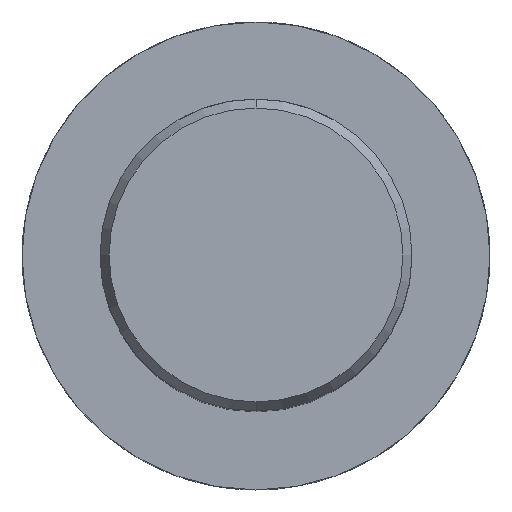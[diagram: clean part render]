
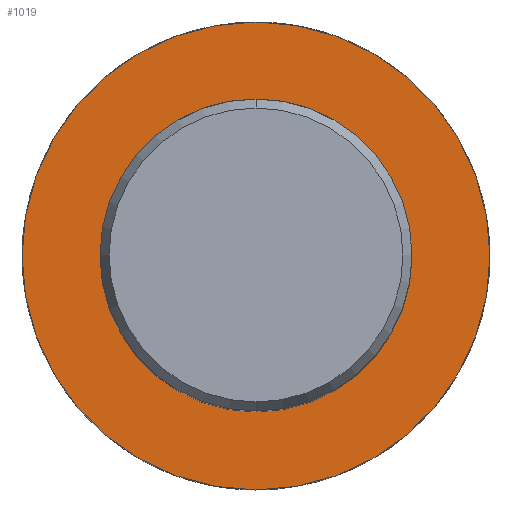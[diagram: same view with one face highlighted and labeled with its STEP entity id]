
A CAD part, top view. The second image highlights one B-rep face of the part: STEP entity #1019.
In plain terms, the highlighted planar face has unit normal (0, 0, 1).
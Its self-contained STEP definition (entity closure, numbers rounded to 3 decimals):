
#485=VERTEX_POINT('',#1319);
#561=VERTEX_POINT('',#1402);
#593=EDGE_CURVE('',#1163,#815,#1434,.T.);
#713=EDGE_CURVE('',#815,#1163,#1571,.T.);
#815=VERTEX_POINT('',#1678);
#883=EDGE_CURVE('',#561,#485,#1754,.T.);
#1019=ADVANCED_FACE('',(#1894,#1895),#1896,.T.);
#1163=VERTEX_POINT('',#2057);
#1187=EDGE_CURVE('',#485,#561,#2081,.T.);
#1319=CARTESIAN_POINT('',(0.0,30.0,-70.0));
#1402=CARTESIAN_POINT('',(0.,-30.0,-70.0));
#1434=CIRCLE('',#2951,20.0);
#1571=CIRCLE('',#3454,20.0);
#1678=CARTESIAN_POINT('',(0.0,20.0,-70.0));
#1754=CIRCLE('',#4443,30.0);
#1894=FACE_BOUND('',#4846,.T.);
#1895=FACE_OUTER_BOUND('',#4847,.T.);
#1896=PLANE('',#4848);
#2057=CARTESIAN_POINT('',(0.,-20.0,-70.0));
#2081=CIRCLE('',#5348,30.0);
#2951=AXIS2_PLACEMENT_3D('',#5830,#5831,#5832);
#3454=AXIS2_PLACEMENT_3D('',#6024,#6025,#6026);
#4443=AXIS2_PLACEMENT_3D('',#6223,#6224,#6225);
#4846=EDGE_LOOP('',(#6319,#6320));
#4847=EDGE_LOOP('',(#6321,#6322));
#4848=AXIS2_PLACEMENT_3D('',#6323,#6324,#6325);
#5348=AXIS2_PLACEMENT_3D('',#6514,#6515,#6516);
#5830=CARTESIAN_POINT('',(0.0,0.0,-70.0));
#5831=DIRECTION('',(-0.0,0.0,-1.0));
#5832=DIRECTION('',(0.0,1.0,0.0));
#6024=CARTESIAN_POINT('',(0.0,0.0,-70.0));
#6025=DIRECTION('',(-0.0,0.0,-1.0));
#6026=DIRECTION('',(0.0,1.0,0.0));
#6223=CARTESIAN_POINT('',(0.0,0.0,-70.0));
#6224=DIRECTION('',(0.0,0.0,-1.0));
#6225=DIRECTION('',(0.0,1.0,0.0));
#6319=ORIENTED_EDGE('',*,*,#713,.T.);
#6320=ORIENTED_EDGE('',*,*,#593,.T.);
#6321=ORIENTED_EDGE('',*,*,#1187,.F.);
#6322=ORIENTED_EDGE('',*,*,#883,.F.);
#6323=CARTESIAN_POINT('',(0.0,15.0,-70.0));
#6324=DIRECTION('',(-0.0,0.0,1.0));
#6325=DIRECTION('',(0.0,-1.0,0.0));
#6514=CARTESIAN_POINT('',(0.0,0.0,-70.0));
#6515=DIRECTION('',(0.0,0.0,-1.0));
#6516=DIRECTION('',(0.0,1.0,0.0));
